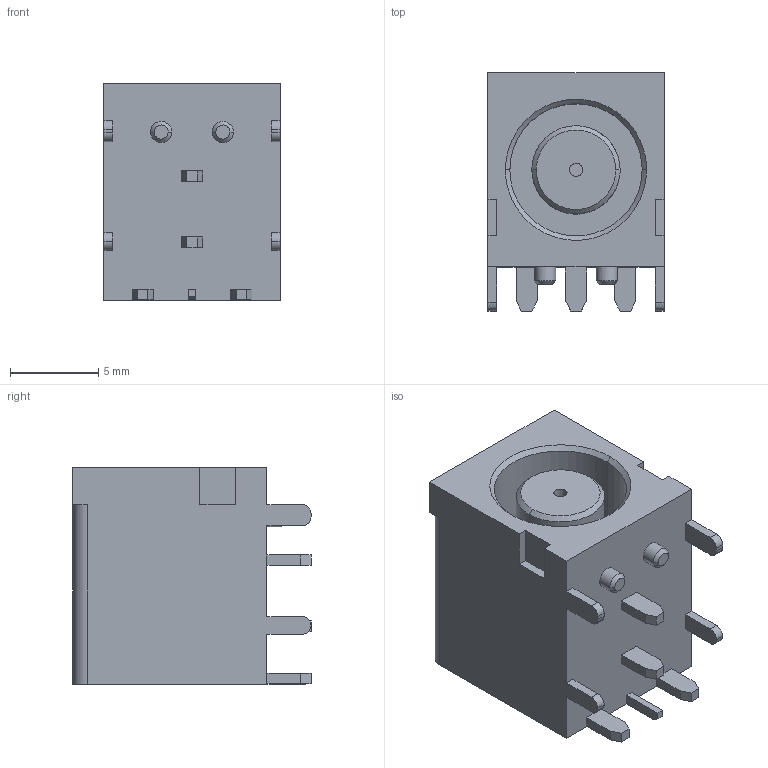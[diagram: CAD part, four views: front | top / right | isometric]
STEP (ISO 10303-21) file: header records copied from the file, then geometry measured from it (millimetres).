
FILE_DESCRIPTION (( 'STEP AP214' ), '1' );
FILE_NAME ('jpd1135-m048-4f.STEP', '2022-11-11T03:01:47', ( '' ), ( '' ), 'SwSTEP 2.0', 'SolidWorks 2019', '' );
FILE_SCHEMA (( 'AUTOMOTIVE_DESIGN' ));
Length unit declared in the file: millimetre
Products named in the file (1): jpd1135-m048-4f
Bounding box: 10 x 13.5 x 12.3 mm (x, y, z)
Volume: 1125.1 mm3; surface area: 1168.8 mm2
Topology: 1 solids, 1 shells, 96 faces, 247 edges, 162 vertices
Faces by surface type: bspline 96
Entity records: 3015 total; most frequent: CARTESIAN_POINT 1463, ORIENTED_EDGE 494, EDGE_CURVE 247, B_SPLINE_CURVE_WITH_KNOTS 234, VERTEX_POINT 162, EDGE_LOOP 105, ADVANCED_FACE 96, FACE_OUTER_BOUND 96
